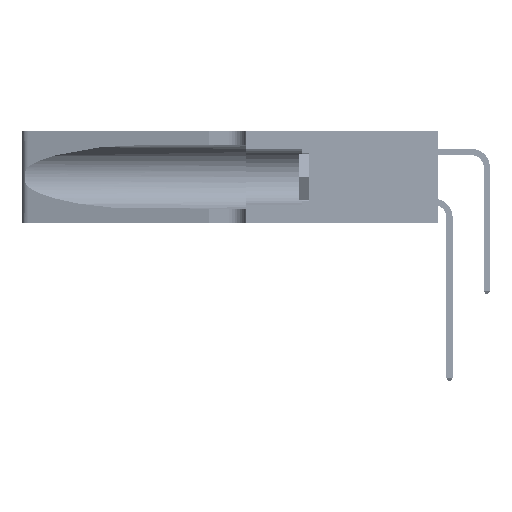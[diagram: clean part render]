
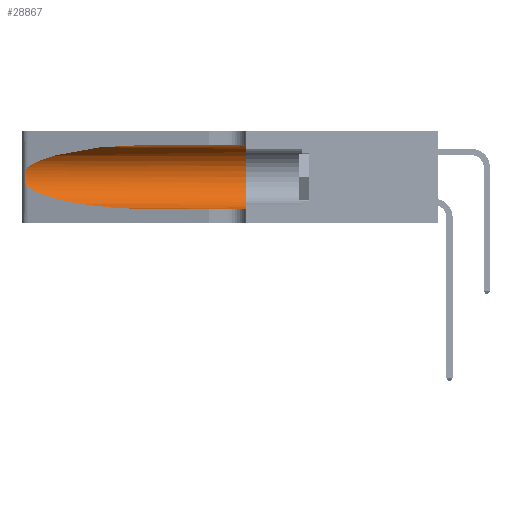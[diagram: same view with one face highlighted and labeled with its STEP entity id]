
A CAD part, left-side view. The second image highlights one B-rep face of the part: STEP entity #28867.
In plain terms, the highlighted cylindrical face has radius 3.308 mm (diameter 6.617 mm), a partial arc.
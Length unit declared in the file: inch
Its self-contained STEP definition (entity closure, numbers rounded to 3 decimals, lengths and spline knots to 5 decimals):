
#744 = VERTEX_POINT ( 'NONE', #21818 ) ;
#1955 = DIRECTION ( 'NONE',  ( 0., 0., 1. ) ) ;
#5307 = CARTESIAN_POINT ( 'NONE',  ( 0.1305, 0.72297, 0.31525 ) ) ;
#5362 = CARTESIAN_POINT ( 'NONE',  ( 0.25787, 1.23484, 0.2124 ) ) ;
#7101 = VERTEX_POINT ( 'NONE', #5307 ) ;
#7310 = CARTESIAN_POINT ( 'NONE',  ( 0.1305, 0.72297, 0.05475 ) ) ;
#7635 = CARTESIAN_POINT ( 'NONE',  ( 0.25487, 1.22718, 0.22369 ) ) ;
#9659 = EDGE_CURVE ( 'NONE', #39586, #26066, #42058, .T. ) ;
#9696 = CARTESIAN_POINT ( 'NONE',  ( 0.26018, 1.23835, 0.19895 ) ) ;
#11435 = LINE ( 'NONE', #12061, #22919 ) ;
#12061 = CARTESIAN_POINT ( 'NONE',  ( 0.1305, 1.61858, 0.31525 ) ) ;
#13353 = CARTESIAN_POINT ( 'NONE',  ( 0.1305, 0.35, 0.31525 ) ) ;
#14041 = ORIENTED_EDGE ( 'NONE', *, *, #28648, .T. ) ;
#14095 = CARTESIAN_POINT ( 'NONE',  ( 0.26075, 1.23896, 0.178 ) ) ;
#16314 = FACE_OUTER_BOUND ( 'NONE', #46256, .T. ) ;
#17786 = CARTESIAN_POINT ( 'NONE',  ( 0.1305, 1.61858, 0.05475 ) ) ;
#18277 = CARTESIAN_POINT ( 'NONE',  ( 0.25555, 1.22994, 0.2215 ) ) ;
#18463 = CARTESIAN_POINT ( 'NONE',  ( 0.25856, 1.23593, 0.16098 ) ) ;
#19300 = VERTEX_POINT ( 'NONE', #13353 ) ;
#20563 = CARTESIAN_POINT ( 'NONE',  ( 0.18966, 0.96281, 0.31525 ) ) ;
#20769 = DIRECTION ( 'NONE',  ( 0., -1., 0. ) ) ;
#21509 = CARTESIAN_POINT ( 'NONE',  ( 0.1305, 1.61858, 0.185 ) ) ;
#21786 = ORIENTED_EDGE ( 'NONE', *, *, #24682, .T. ) ;
#21818 = CARTESIAN_POINT ( 'NONE',  ( 0.25487, 1.22718, 0.14631 ) ) ;
#22752 = CARTESIAN_POINT ( 'NONE',  ( 0.25639, 1.23186, 0.15144 ) ) ;
#22919 = VECTOR ( 'NONE', #20769, 39.37008 ) ;
#24377 = VERTEX_POINT ( 'NONE', #7635 ) ;
#24682 = EDGE_CURVE ( 'NONE', #24377, #744, #48535, .T. ) ;
#24845 = CARTESIAN_POINT ( 'NONE',  ( 0.2373, 1.15595, 0.28018 ) ) ;
#25565 = AXIS2_PLACEMENT_3D ( 'NONE', #21509, #25787, #51498 ) ;
#25787 = DIRECTION ( 'NONE',  ( 0., -1., 0. ) ) ;
#25927 = ORIENTED_EDGE ( 'NONE', *, *, #34922, .F. ) ;
#26066 = VERTEX_POINT ( 'NONE', #55423 ) ;
#26372 = CYLINDRICAL_SURFACE ( 'NONE', #25565, 0.13025 ) ;
#26846 = CARTESIAN_POINT ( 'NONE',  ( 0.25487, 1.22718, 0.22369 ) ) ;
#27027 = CARTESIAN_POINT ( 'NONE',  ( 0.25487, 1.22718, 0.14631 ) ) ;
#27755 = DIRECTION ( 'NONE',  ( 0., 1., 0. ) ) ;
#28110 = ORIENTED_EDGE ( 'NONE', *, *, #9659, .T. ) ;
#28487 =( BOUNDED_CURVE ( )  B_SPLINE_CURVE ( 3, ( #50190, #28764, #33101, #7310 ),
 .UNSPECIFIED., .F., .T. ) 
 B_SPLINE_CURVE_WITH_KNOTS ( ( 4, 4 ),
 ( 3.44316, 4.71239 ),
 .UNSPECIFIED. ) 
 CURVE ( )  GEOMETRIC_REPRESENTATION_ITEM ( )  RATIONAL_B_SPLINE_CURVE ( ( 1., 0.87, 0.87, 1. ) ) 
 REPRESENTATION_ITEM ( '' )  );
#28648 = EDGE_CURVE ( 'NONE', #744, #39586, #28487, .T. ) ;
#28764 = CARTESIAN_POINT ( 'NONE',  ( 0.2373, 1.15595, 0.08982 ) ) ;
#28867 = ADVANCED_FACE ( 'NONE', ( #16314 ), #26372, .F. ) ;
#31165 = CARTESIAN_POINT ( 'NONE',  ( 0.25639, 1.23184, 0.21858 ) ) ;
#33101 = CARTESIAN_POINT ( 'NONE',  ( 0.18966, 0.96281, 0.05475 ) ) ;
#34493 = EDGE_CURVE ( 'NONE', #7101, #24377, #54284, .T. ) ;
#34922 = EDGE_CURVE ( 'NONE', #19300, #26066, #37140, .T. ) ;
#35454 = CARTESIAN_POINT ( 'NONE',  ( 0.25854, 1.2359, 0.20912 ) ) ;
#36308 = ORIENTED_EDGE ( 'NONE', *, *, #55494, .F. ) ;
#37140 = CIRCLE ( 'NONE', #39819, 0.13025 ) ;
#37597 = CARTESIAN_POINT ( 'NONE',  ( 0.1305, 0.72297, 0.05475 ) ) ;
#39586 = VERTEX_POINT ( 'NONE', #37597 ) ;
#39810 = CARTESIAN_POINT ( 'NONE',  ( 0.26075, 1.23896, 0.19203 ) ) ;
#39819 = AXIS2_PLACEMENT_3D ( 'NONE', #53491, #27755, #1955 ) ;
#42058 = LINE ( 'NONE', #17786, #50776 ) ;
#43465 = DIRECTION ( 'NONE',  ( 0., -1., 0. ) ) ;
#44129 = CARTESIAN_POINT ( 'NONE',  ( 0.26017, 1.23833, 0.17102 ) ) ;
#46226 = CARTESIAN_POINT ( 'NONE',  ( 0.1305, 0.72297, 0.31525 ) ) ;
#46256 = EDGE_LOOP ( 'NONE', ( #51089, #21786, #14041, #28110, #25927, #36308 ) ) ;
#48476 = CARTESIAN_POINT ( 'NONE',  ( 0.25789, 1.23486, 0.15765 ) ) ;
#48535 = B_SPLINE_CURVE_WITH_KNOTS ( 'NONE', 3,
 ( #26846, #18277, #31165, #5362, #35454, #9696, #39810, #14095, #44129, #18463, #48476, #22752, #52742, #27027 ),
 .UNSPECIFIED., .F., .F.,
 ( 4, 2, 2, 2, 2, 2, 4 ),
 ( 0., 0.00027, 0.00053, 0.00107, 0.0016, 0.00187, 0.00214 ),
 .UNSPECIFIED. ) ;
#50190 = CARTESIAN_POINT ( 'NONE',  ( 0.25487, 1.22718, 0.14631 ) ) ;
#50776 = VECTOR ( 'NONE', #43465, 39.37008 ) ;
#51089 = ORIENTED_EDGE ( 'NONE', *, *, #34493, .T. ) ;
#51498 = DIRECTION ( 'NONE',  ( 0., 0., -1. ) ) ;
#52742 = CARTESIAN_POINT ( 'NONE',  ( 0.25555, 1.22993, 0.14849 ) ) ;
#53491 = CARTESIAN_POINT ( 'NONE',  ( 0.1305, 0.35, 0.185 ) ) ;
#54284 =( BOUNDED_CURVE ( )  B_SPLINE_CURVE ( 3, ( #46226, #20563, #24845, #54827 ),
 .UNSPECIFIED., .F., .F. ) 
 B_SPLINE_CURVE_WITH_KNOTS ( ( 4, 4 ),
 ( 1.5708, 2.84003 ),
 .UNSPECIFIED. ) 
 CURVE ( )  GEOMETRIC_REPRESENTATION_ITEM ( )  RATIONAL_B_SPLINE_CURVE ( ( 1., 0.87, 0.87, 1. ) ) 
 REPRESENTATION_ITEM ( '' )  );
#54827 = CARTESIAN_POINT ( 'NONE',  ( 0.25487, 1.22718, 0.22369 ) ) ;
#55423 = CARTESIAN_POINT ( 'NONE',  ( 0.1305, 0.35, 0.05475 ) ) ;
#55494 = EDGE_CURVE ( 'NONE', #7101, #19300, #11435, .T. ) ;
